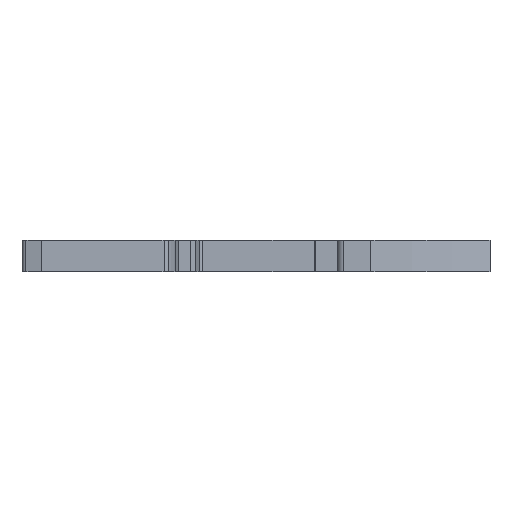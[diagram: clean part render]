
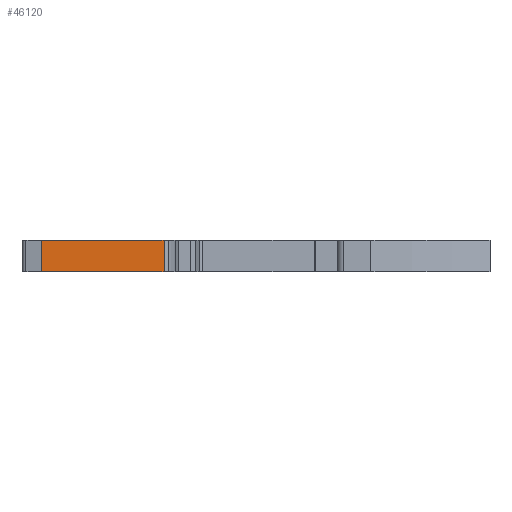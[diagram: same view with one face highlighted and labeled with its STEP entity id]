
A CAD part, front view. The second image highlights one B-rep face of the part: STEP entity #46120.
In plain terms, the highlighted face is planar.
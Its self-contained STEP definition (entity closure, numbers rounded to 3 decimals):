
#16030=CARTESIAN_POINT('',(18.3,-1.3,
-6.2));
#16040=VERTEX_POINT('',#16030);
#16070=CARTESIAN_POINT('',(18.3,-1.3,
-6.2));
#16080=DIRECTION('',(0.,0.,-1.));
#16090=VECTOR('',#16080,1.);
#16100=LINE('',#16070,#16090);
#16110=CARTESIAN_POINT('',(18.3,-1.3,
0.1));
#16120=VERTEX_POINT('',#16110);
#16130=EDGE_CURVE('',#16120,#16040,#16100,.T.);
#20100=CARTESIAN_POINT('',(42.75,-1.3,
0.1));
#20110=VERTEX_POINT('',#20100);
#20140=CARTESIAN_POINT('',(42.75,-1.3,
-6.1));
#20150=DIRECTION('',(0.,0.,1.));
#20160=VECTOR('',#20150,1.);
#20170=LINE('',#20140,#20160);
#20180=CARTESIAN_POINT('',(42.75,-1.3,
-6.2));
#20190=VERTEX_POINT('',#20180);
#20200=EDGE_CURVE('',#20190,#20110,#20170,.T.);
#41880=CARTESIAN_POINT('',(0.,-1.3,
0.1));
#41890=DIRECTION('',(-1.,0.,0.));
#41900=VECTOR('',#41890,1.);
#41910=LINE('',#41880,#41900);
#41920=EDGE_CURVE('',#20110,#16120,#41910,.T.);
#45960=CARTESIAN_POINT('',(18.3,-1.3,
-6.2));
#45970=DIRECTION('',(0.,1.,0.));
#45980=DIRECTION('',(-1.,0.,0.));
#45990=AXIS2_PLACEMENT_3D('',#45960,#45970,#45980);
#46000=PLANE('',#45990);
#46010=CARTESIAN_POINT('',(0.,-1.3,
-6.2));
#46020=DIRECTION('',(1.,0.,0.));
#46030=VECTOR('',#46020,1.);
#46040=LINE('',#46010,#46030);
#46050=EDGE_CURVE('',#16040,#20190,#46040,.T.);
#46060=ORIENTED_EDGE('',*,*,#46050,.F.);
#46070=ORIENTED_EDGE('',*,*,#20200,.F.);
#46080=ORIENTED_EDGE('',*,*,#41920,.F.);
#46090=ORIENTED_EDGE('',*,*,#16130,.F.);
#46100=EDGE_LOOP('',(#46090,#46080,#46070,#46060));
#46110=FACE_OUTER_BOUND('',#46100,.T.);
#46120=ADVANCED_FACE('',(#46110),#46000,.T.);
